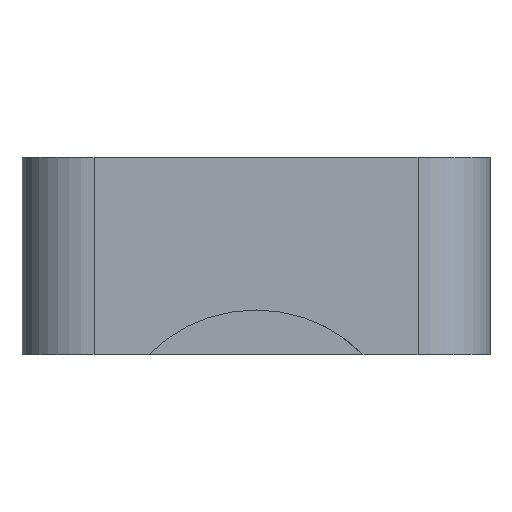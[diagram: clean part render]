
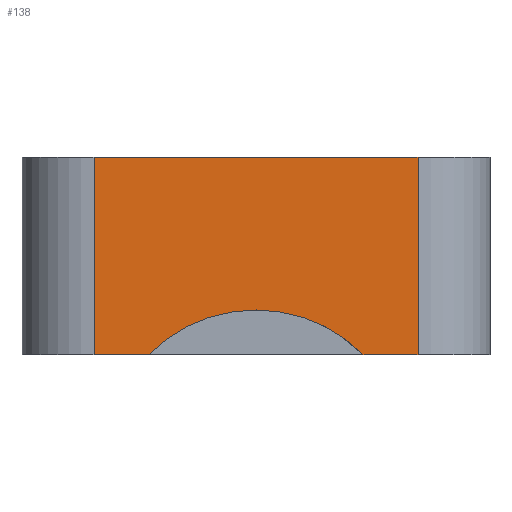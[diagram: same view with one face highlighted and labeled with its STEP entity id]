
A CAD part, front view. The second image highlights one B-rep face of the part: STEP entity #138.
In plain terms, the highlighted planar face has unit normal (0, -1, 0).
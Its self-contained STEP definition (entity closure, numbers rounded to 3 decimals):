
#42 = VERTEX_POINT ( 'NONE', #611 ) ;
#92 = DIRECTION ( 'NONE',  ( 1., 0., 0. ) ) ;
#98 = ORIENTED_EDGE ( 'NONE', *, *, #1697, .F. ) ;
#113 = VECTOR ( 'NONE', #684, 1000. ) ;
#138 = ADVANCED_FACE ( 'NONE', ( #1465 ), #1851, .F. ) ;
#160 = ORIENTED_EDGE ( 'NONE', *, *, #886, .T. ) ;
#209 = VERTEX_POINT ( 'NONE', #820 ) ;
#224 = VECTOR ( 'NONE', #431, 1000. ) ;
#244 = VERTEX_POINT ( 'NONE', #503 ) ;
#259 = AXIS2_PLACEMENT_3D ( 'NONE', #1604, #1127, #92 ) ;
#290 = EDGE_CURVE ( 'NONE', #209, #1054, #595, .T. ) ;
#296 = VERTEX_POINT ( 'NONE', #1579 ) ;
#424 = DIRECTION ( 'NONE',  ( 1., 0., 0. ) ) ;
#431 = DIRECTION ( 'NONE',  ( 1., 0., 0. ) ) ;
#489 = DIRECTION ( 'NONE',  ( 0., 0., 1. ) ) ;
#503 = CARTESIAN_POINT ( 'NONE',  ( 19., -45., 0. ) ) ;
#521 = CARTESIAN_POINT ( 'NONE',  ( 4., -45., 0. ) ) ;
#595 = LINE ( 'NONE', #1258, #1149 ) ;
#611 = CARTESIAN_POINT ( 'NONE',  ( 7., -45., 0. ) ) ;
#680 = EDGE_CURVE ( 'NONE', #296, #1054, #1527, .T. ) ;
#684 = DIRECTION ( 'NONE',  ( 0., 0., -1. ) ) ;
#817 = DIRECTION ( 'NONE',  ( 0., 0., 1. ) ) ;
#820 = CARTESIAN_POINT ( 'NONE',  ( 4., -45., 11. ) ) ;
#821 = CIRCLE ( 'NONE', #259, 8.45 ) ;
#827 = LINE ( 'NONE', #1477, #1577 ) ;
#828 = CARTESIAN_POINT ( 'NONE',  ( 4., -45., 11. ) ) ;
#885 = EDGE_LOOP ( 'NONE', ( #1554, #1121, #160, #98, #1565, #1202 ) ) ;
#886 = EDGE_CURVE ( 'NONE', #1165, #42, #827, .T. ) ;
#945 = EDGE_CURVE ( 'NONE', #209, #1165, #1409, .T. ) ;
#1012 = VECTOR ( 'NONE', #817, 1000. ) ;
#1054 = VERTEX_POINT ( 'NONE', #1541 ) ;
#1079 = CARTESIAN_POINT ( 'NONE',  ( 0., -45., 11. ) ) ;
#1115 = LINE ( 'NONE', #1516, #224 ) ;
#1121 = ORIENTED_EDGE ( 'NONE', *, *, #945, .T. ) ;
#1127 = DIRECTION ( 'NONE',  ( 0., -1., 0. ) ) ;
#1149 = VECTOR ( 'NONE', #1415, 1000. ) ;
#1165 = VERTEX_POINT ( 'NONE', #521 ) ;
#1202 = ORIENTED_EDGE ( 'NONE', *, *, #680, .T. ) ;
#1258 = CARTESIAN_POINT ( 'NONE',  ( 0., -45., 11. ) ) ;
#1400 = DIRECTION ( 'NONE',  ( 0., 1., 0. ) ) ;
#1409 = LINE ( 'NONE', #828, #113 ) ;
#1415 = DIRECTION ( 'NONE',  ( 1., 0., 0. ) ) ;
#1465 = FACE_OUTER_BOUND ( 'NONE', #885, .T. ) ;
#1477 = CARTESIAN_POINT ( 'NONE',  ( 0., -45., 0. ) ) ;
#1515 = AXIS2_PLACEMENT_3D ( 'NONE', #1079, #1400, #489 ) ;
#1516 = CARTESIAN_POINT ( 'NONE',  ( 0., -45., 0. ) ) ;
#1527 = LINE ( 'NONE', #1738, #1012 ) ;
#1541 = CARTESIAN_POINT ( 'NONE',  ( 22., -45., 11. ) ) ;
#1554 = ORIENTED_EDGE ( 'NONE', *, *, #290, .F. ) ;
#1565 = ORIENTED_EDGE ( 'NONE', *, *, #1655, .T. ) ;
#1577 = VECTOR ( 'NONE', #424, 1000. ) ;
#1579 = CARTESIAN_POINT ( 'NONE',  ( 22., -45., 0. ) ) ;
#1604 = CARTESIAN_POINT ( 'NONE',  ( 13., -45., -5.95 ) ) ;
#1655 = EDGE_CURVE ( 'NONE', #244, #296, #1115, .T. ) ;
#1697 = EDGE_CURVE ( 'NONE', #244, #42, #821, .T. ) ;
#1738 = CARTESIAN_POINT ( 'NONE',  ( 22., -45., 11. ) ) ;
#1851 = PLANE ( 'NONE',  #1515 ) ;
